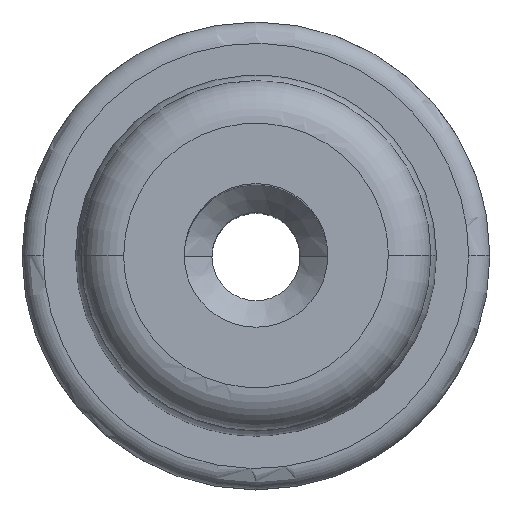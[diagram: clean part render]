
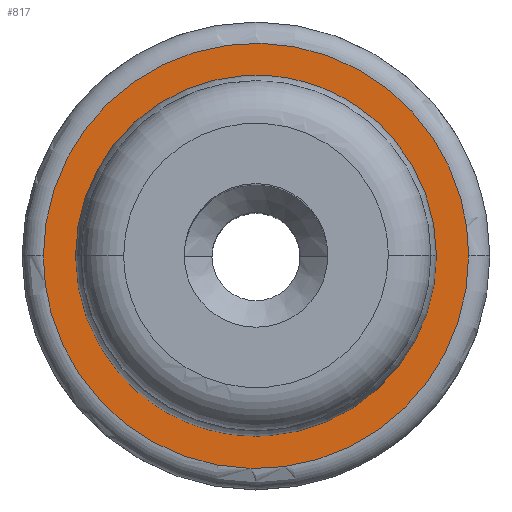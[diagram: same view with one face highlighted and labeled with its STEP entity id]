
A CAD part, top view. The second image highlights one B-rep face of the part: STEP entity #817.
In plain terms, the highlighted planar face has unit normal (0, 0, 1).
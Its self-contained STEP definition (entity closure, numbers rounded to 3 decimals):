
#744=AXIS2_PLACEMENT_3D('Circle Axis2P3D',#742,#743,$) ;
#768=AXIS2_PLACEMENT_3D('Circle Axis2P3D',#766,#767,$) ;
#781=AXIS2_PLACEMENT_3D('Plane Axis2P3D',#778,#779,#780) ;
#739=CARTESIAN_POINT('Vertex',(7.303,4.178,15.24)) ;
#742=CARTESIAN_POINT('Axis2P3D Location',(4.178,4.178,15.24)) ;
#746=CARTESIAN_POINT('Vertex',(1.054,4.178,15.24)) ;
#766=CARTESIAN_POINT('Axis2P3D Location',(4.178,4.178,15.24)) ;
#778=CARTESIAN_POINT('Axis2P3D Location',(0.381,4.178,15.24)) ;
#784=CARTESIAN_POINT('Control Point',(7.976,4.178,15.24)) ;
#785=CARTESIAN_POINT('Control Point',(7.975,2.986,15.24)) ;
#786=CARTESIAN_POINT('Control Point',(7.509,1.791,15.24)) ;
#787=CARTESIAN_POINT('Control Point',(6.565,0.848,15.24)) ;
#788=CARTESIAN_POINT('Control Point',(4.178,-0.086,15.24)) ;
#789=CARTESIAN_POINT('Control Point',(1.792,0.848,15.24)) ;
#790=CARTESIAN_POINT('Control Point',(0.847,1.791,15.24)) ;
#791=CARTESIAN_POINT('Control Point',(0.381,2.986,15.24)) ;
#792=CARTESIAN_POINT('Control Point',(0.381,4.178,15.24)) ;
#793=CARTESIAN_POINT('Vertex',(7.976,4.178,15.24)) ;
#795=CARTESIAN_POINT('Vertex',(0.381,4.178,15.24)) ;
#799=CARTESIAN_POINT('Control Point',(0.381,4.178,15.24)) ;
#800=CARTESIAN_POINT('Control Point',(0.381,5.371,15.24)) ;
#801=CARTESIAN_POINT('Control Point',(0.847,6.566,15.24)) ;
#802=CARTESIAN_POINT('Control Point',(1.792,7.508,15.24)) ;
#803=CARTESIAN_POINT('Control Point',(4.178,8.443,15.24)) ;
#804=CARTESIAN_POINT('Control Point',(6.565,7.508,15.24)) ;
#805=CARTESIAN_POINT('Control Point',(7.509,6.566,15.24)) ;
#806=CARTESIAN_POINT('Control Point',(7.975,5.371,15.24)) ;
#807=CARTESIAN_POINT('Control Point',(7.976,4.178,15.24)) ;
#743=DIRECTION('Axis2P3D Direction',(0.,0.,1.)) ;
#767=DIRECTION('Axis2P3D Direction',(0.,0.,1.)) ;
#779=DIRECTION('Axis2P3D Direction',(0.,0.,1.)) ;
#780=DIRECTION('Axis2P3D XDirection',(-1.,0.,0.)) ;
#810=ORIENTED_EDGE('',*,*,#797,.F.) ;
#811=ORIENTED_EDGE('',*,*,#808,.F.) ;
#814=ORIENTED_EDGE('',*,*,#770,.T.) ;
#815=ORIENTED_EDGE('',*,*,#748,.T.) ;
#816=FACE_BOUND('',#813,.T.) ;
#817=ADVANCED_FACE('Geometry.1',(#812,#816),#782,.T.) ;
#745=CIRCLE('generated circle',#744,3.124) ;
#769=CIRCLE('generated circle',#768,3.124) ;
#748=EDGE_CURVE('',#747,#740,#745,.F.) ;
#770=EDGE_CURVE('',#740,#747,#769,.F.) ;
#797=EDGE_CURVE('',#794,#796,#783,.T.) ;
#808=EDGE_CURVE('',#796,#794,#798,.T.) ;
#809=EDGE_LOOP('',(#810,#811)) ;
#813=EDGE_LOOP('',(#814,#815)) ;
#812=FACE_OUTER_BOUND('',#809,.T.) ;
#782=PLANE('',#781) ;
#740=VERTEX_POINT('',#739) ;
#747=VERTEX_POINT('',#746) ;
#794=VERTEX_POINT('',#793) ;
#796=VERTEX_POINT('',#795) ;
#783=(BOUNDED_CURVE()B_SPLINE_CURVE(5,(#784,#785,#786,#787,#788,#789,#790,#791,#792),.UNSPECIFIED.,.F.,.U.)B_SPLINE_CURVE_WITH_KNOTS((6,3,6),(0.,6.372,12.745),.UNSPECIFIED.)CURVE()GEOMETRIC_REPRESENTATION_ITEM()RATIONAL_B_SPLINE_CURVE((1.,1.,1.,1.,1.,1.,1.,1.,1.))REPRESENTATION_ITEM('')) ;
#798=(BOUNDED_CURVE()B_SPLINE_CURVE(5,(#799,#800,#801,#802,#803,#804,#805,#806,#807),.UNSPECIFIED.,.F.,.U.)B_SPLINE_CURVE_WITH_KNOTS((6,3,6),(0.,6.372,12.745),.UNSPECIFIED.)CURVE()GEOMETRIC_REPRESENTATION_ITEM()RATIONAL_B_SPLINE_CURVE((1.,1.,1.,1.,1.,1.,1.,1.,1.))REPRESENTATION_ITEM('')) ;
